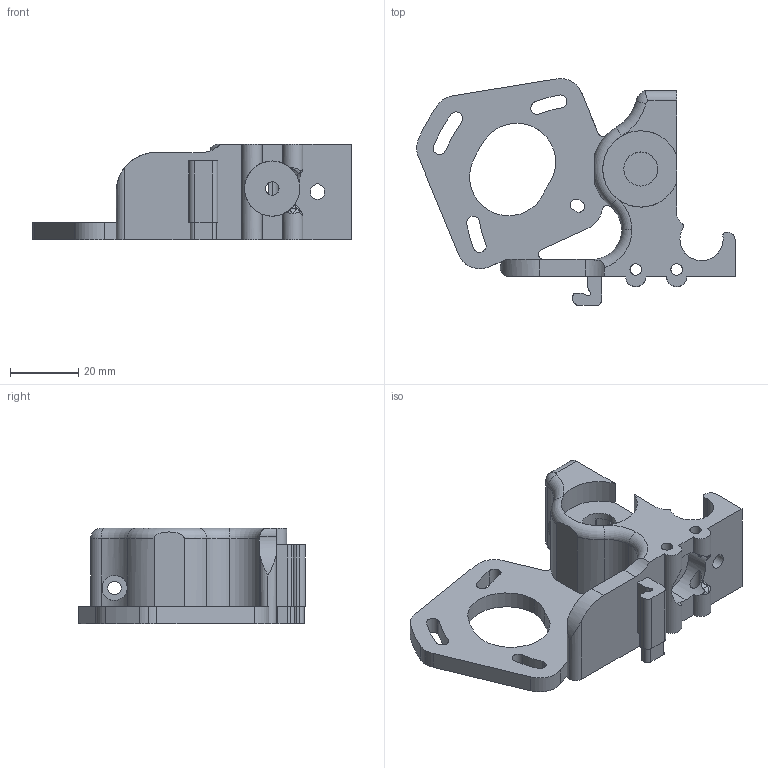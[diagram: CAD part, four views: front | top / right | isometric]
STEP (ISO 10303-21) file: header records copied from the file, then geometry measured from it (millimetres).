
FILE_DESCRIPTION (( 'STEP AP203' ), '1' );
FILE_NAME ('Eckstruder-16mm-insertx1.STEP', '2012-07-31T21:08:39', ( '' ), ( '' ), 'SwSTEP 2.0', 'SolidWorks 2012', '' );
FILE_SCHEMA (( 'CONFIG_CONTROL_DESIGN' ));
Length unit declared in the file: millimetre
Products named in the file (1): Eckstruder-16mm-insertx1
Bounding box: 93.48 x 66.55 x 28 mm (x, y, z)
Volume: 36740.5 mm3; surface area: 19618.4 mm2
Topology: 1 solids, 1 shells, 253 faces, 696 edges, 449 vertices
Faces by surface type: cylinder 112, plane 87, bspline 26, torus 15, cone 11, sphere 2
Entity records: 9635 total; most frequent: CARTESIAN_POINT 3132, ORIENTED_EDGE 1388, DIRECTION 1298, EDGE_CURVE 694, AXIS2_PLACEMENT_3D 479, VERTEX_POINT 449, LINE 340, VECTOR 340
